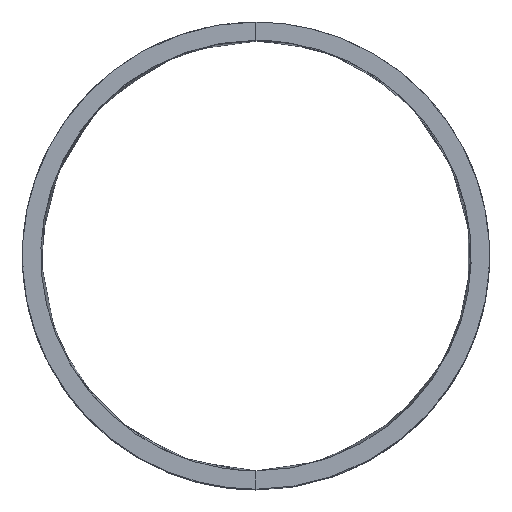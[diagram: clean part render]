
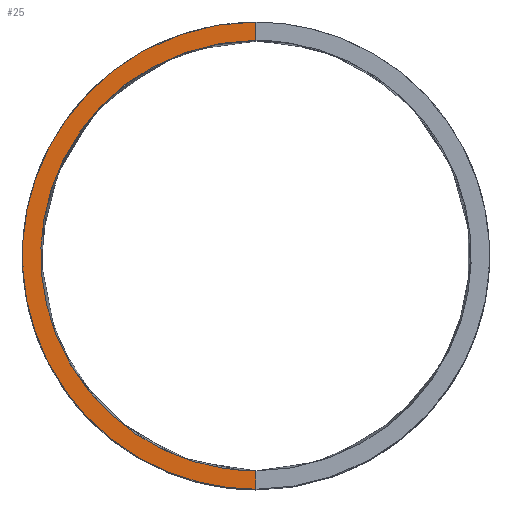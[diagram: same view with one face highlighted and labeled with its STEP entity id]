
A CAD part, top view. The second image highlights one B-rep face of the part: STEP entity #25.
In plain terms, the highlighted free-form (B-spline) face has degree [2, 1] with [5, 2] control points.
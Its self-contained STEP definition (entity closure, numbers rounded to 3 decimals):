
#25=ADVANCED_FACE('',(#38),#243,.T.);
#38=FACE_OUTER_BOUND('',#51,.T.);
#51=EDGE_LOOP('',(#118,#119,#120,#121));
#118=ORIENTED_EDGE('',*,*,#134,.F.);
#119=ORIENTED_EDGE('',*,*,#151,.T.);
#120=ORIENTED_EDGE('',*,*,#142,.T.);
#121=ORIENTED_EDGE('',*,*,#166,.F.);
#134=EDGE_CURVE('',#211,#225,#189,.T.);
#142=EDGE_CURVE('',#217,#229,#194,.T.);
#151=EDGE_CURVE('',#211,#217,#198,.T.);
#166=EDGE_CURVE('',#225,#229,#208,.T.);
#189=(
BOUNDED_CURVE()
B_SPLINE_CURVE(2,(#1278,#1279,#1280,#1281,#1282),.UNSPECIFIED.,.F.,.F.)
B_SPLINE_CURVE_WITH_KNOTS((3,2,3),(0.,59.847,119.695),
 .UNSPECIFIED.)
CURVE()
GEOMETRIC_REPRESENTATION_ITEM()
RATIONAL_B_SPLINE_CURVE((1.,0.707,1.,0.707,1.))
REPRESENTATION_ITEM('')
);
#194=(
BOUNDED_CURVE()
B_SPLINE_CURVE(2,(#1503,#1504,#1505,#1506,#1507),.UNSPECIFIED.,.F.,.F.)
B_SPLINE_CURVE_WITH_KNOTS((3,2,3),(0.,59.847,119.695),
 .UNSPECIFIED.)
CURVE()
GEOMETRIC_REPRESENTATION_ITEM()
RATIONAL_B_SPLINE_CURVE((1.,0.707,1.,0.707,1.))
REPRESENTATION_ITEM('')
);
#198=(
BOUNDED_CURVE()
B_SPLINE_CURVE(1,(#1625,#1626),.UNSPECIFIED.,.F.,.F.)
B_SPLINE_CURVE_WITH_KNOTS((2,2),(0.,1.),.UNSPECIFIED.)
CURVE()
GEOMETRIC_REPRESENTATION_ITEM()
RATIONAL_B_SPLINE_CURVE((1.,1.))
REPRESENTATION_ITEM('')
);
#208=(
BOUNDED_CURVE()
B_SPLINE_CURVE(1,(#2005,#2006),.UNSPECIFIED.,.F.,.F.)
B_SPLINE_CURVE_WITH_KNOTS((2,2),(0.,1.),.UNSPECIFIED.)
CURVE()
GEOMETRIC_REPRESENTATION_ITEM()
RATIONAL_B_SPLINE_CURVE((1.,1.))
REPRESENTATION_ITEM('')
);
#211=VERTEX_POINT('',#1250);
#217=VERTEX_POINT('',#1256);
#225=VERTEX_POINT('',#1264);
#229=VERTEX_POINT('',#1268);
#243=(
BOUNDED_SURFACE()
B_SPLINE_SURFACE(2,1,((#989,#990),(#991,#992),(#993,#994),(#995,#996),(#997,
#998)),.UNSPECIFIED.,.F.,.F.,.F.)
B_SPLINE_SURFACE_WITH_KNOTS((3,2,3),(2,2),(-119.695,-59.847,
0.),(0.,1.),.UNSPECIFIED.)
GEOMETRIC_REPRESENTATION_ITEM()
RATIONAL_B_SPLINE_SURFACE(((1.,1.),(0.707,0.707),
(1.,1.),(0.707,0.707),(1.,1.)))
REPRESENTATION_ITEM('')
SURFACE()
);
#989=CARTESIAN_POINT('',(0.,-35.1,75.));
#990=CARTESIAN_POINT('',(0.,-38.1,75.));
#991=CARTESIAN_POINT('',(-35.1,-35.1,75.));
#992=CARTESIAN_POINT('',(-38.1,-38.1,75.));
#993=CARTESIAN_POINT('',(-35.1,0.,75.));
#994=CARTESIAN_POINT('',(-38.1,0.,75.));
#995=CARTESIAN_POINT('',(-35.1,35.1,75.));
#996=CARTESIAN_POINT('',(-38.1,38.1,75.));
#997=CARTESIAN_POINT('',(0.,35.1,75.));
#998=CARTESIAN_POINT('',(0.,38.1,75.));
#1250=CARTESIAN_POINT('',(0.,35.1,75.));
#1256=CARTESIAN_POINT('',(0.,38.1,75.));
#1264=CARTESIAN_POINT('',(0.,-35.1,75.));
#1268=CARTESIAN_POINT('',(0.,-38.1,75.));
#1278=CARTESIAN_POINT('',(0.,35.1,75.));
#1279=CARTESIAN_POINT('',(-35.1,35.1,75.));
#1280=CARTESIAN_POINT('',(-35.1,0.,75.));
#1281=CARTESIAN_POINT('',(-35.1,-35.1,75.));
#1282=CARTESIAN_POINT('',(0.,-35.1,75.));
#1503=CARTESIAN_POINT('',(0.,38.1,75.));
#1504=CARTESIAN_POINT('',(-38.1,38.1,75.));
#1505=CARTESIAN_POINT('',(-38.1,0.,75.));
#1506=CARTESIAN_POINT('',(-38.1,-38.1,75.));
#1507=CARTESIAN_POINT('',(0.,-38.1,75.));
#1625=CARTESIAN_POINT('',(0.,35.1,75.));
#1626=CARTESIAN_POINT('',(0.,38.1,75.));
#2005=CARTESIAN_POINT('',(0.,-35.1,75.));
#2006=CARTESIAN_POINT('',(0.,-38.1,75.));
